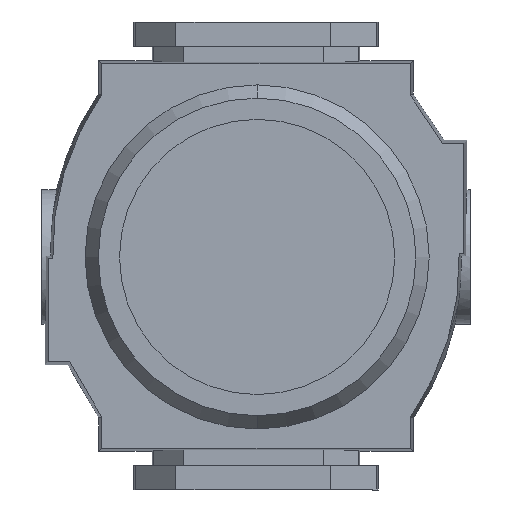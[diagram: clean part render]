
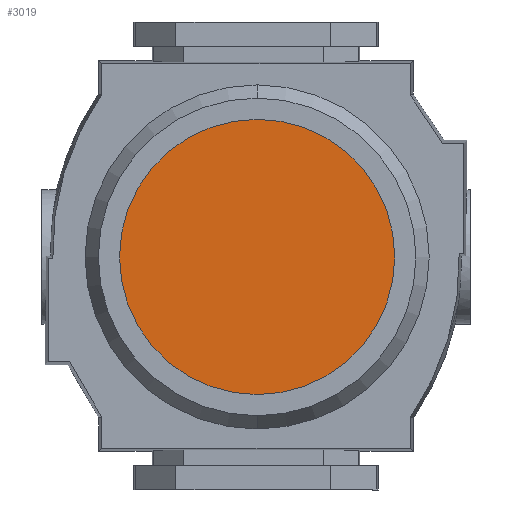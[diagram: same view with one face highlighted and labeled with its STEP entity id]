
A CAD part, front view. The second image highlights one B-rep face of the part: STEP entity #3019.
In plain terms, the highlighted face is planar.
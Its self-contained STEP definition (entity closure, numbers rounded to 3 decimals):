
#107 = ORIENTED_EDGE ( 'NONE', *, *, #2084, .T. ) ;
#565 = CIRCLE ( 'NONE', #3559, 20. ) ;
#643 = CARTESIAN_POINT ( 'NONE',  ( -0.137, 39., -19.837 ) ) ;
#813 = DIRECTION ( 'NONE',  ( 0., 0., 1. ) ) ;
#815 = EDGE_CURVE ( 'NONE', #2660, #2640, #3368, .T. ) ;
#922 = CARTESIAN_POINT ( 'NONE',  ( -0.137, 39., 0.163 ) ) ;
#1004 = DIRECTION ( 'NONE',  ( 0., 0., 1. ) ) ;
#1280 = AXIS2_PLACEMENT_3D ( 'NONE', #5302, #3153, #813 ) ;
#1366 = FACE_OUTER_BOUND ( 'NONE', #2993, .T. ) ;
#2084 = EDGE_CURVE ( 'NONE', #2640, #2660, #565, .T. ) ;
#2231 = DIRECTION ( 'NONE',  ( 0., 0., 1. ) ) ;
#2388 = DIRECTION ( 'NONE',  ( 0., 1., 0. ) ) ;
#2640 = VERTEX_POINT ( 'NONE', #643 ) ;
#2660 = VERTEX_POINT ( 'NONE', #5036 ) ;
#2993 = EDGE_LOOP ( 'NONE', ( #4981, #107 ) ) ;
#3019 = ADVANCED_FACE ( 'NONE', ( #1366 ), #5277, .T. ) ;
#3153 = DIRECTION ( 'NONE',  ( 0., 1., 0. ) ) ;
#3269 = AXIS2_PLACEMENT_3D ( 'NONE', #922, #2388, #1004 ) ;
#3368 = CIRCLE ( 'NONE', #3269, 20. ) ;
#3559 = AXIS2_PLACEMENT_3D ( 'NONE', #3599, #4430, #2231 ) ;
#3599 = CARTESIAN_POINT ( 'NONE',  ( -0.137, 39., 0.163 ) ) ;
#4430 = DIRECTION ( 'NONE',  ( 0., 1., 0. ) ) ;
#4981 = ORIENTED_EDGE ( 'NONE', *, *, #815, .T. ) ;
#5036 = CARTESIAN_POINT ( 'NONE',  ( -0.137, 39., 20.163 ) ) ;
#5277 = PLANE ( 'NONE',  #1280 ) ;
#5302 = CARTESIAN_POINT ( 'NONE',  ( -0.137, 39., 0.163 ) ) ;
